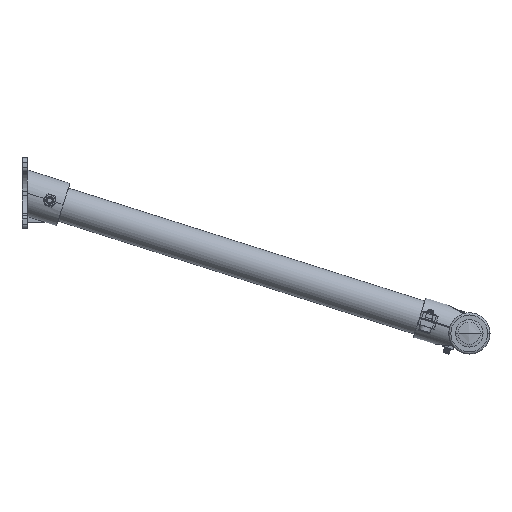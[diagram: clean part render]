
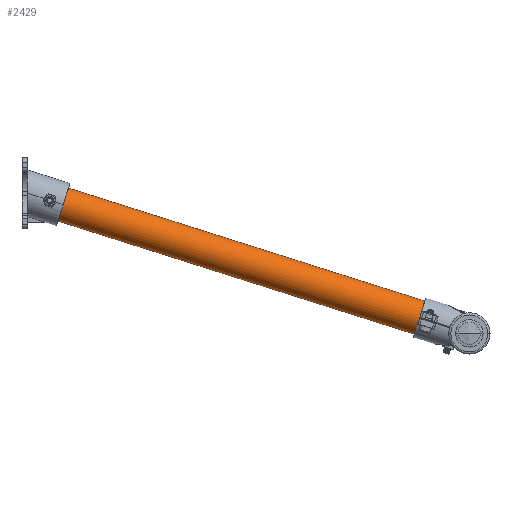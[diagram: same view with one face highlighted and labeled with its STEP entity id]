
A CAD part, left-side view. The second image highlights one B-rep face of the part: STEP entity #2429.
In plain terms, the highlighted cylindrical face has radius 8 mm (diameter 16 mm), a partial arc.
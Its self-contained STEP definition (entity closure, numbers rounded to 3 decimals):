
#2125=CARTESIAN_POINT('',(0.,0.,0.));
#2126=DIRECTION('',(0.,0.,1.));
#2127=DIRECTION('',(-1.,0.,0.));
#2128=AXIS2_PLACEMENT_3D('',#2125,#2126,#2127);
#2209=CARTESIAN_POINT('',(0.,0.,198.));
#2210=DIRECTION('',(0.,0.,1.));
#2211=DIRECTION('',(-1.,0.,0.));
#2212=AXIS2_PLACEMENT_3D('',#2209,#2210,#2211);
#2214=DIRECTION('',(0.,0.,1.));
#2215=VECTOR('',#2214,198.);
#2216=CARTESIAN_POINT('',(8.,0.,0.));
#2217=LINE('',#2216,#2215);
#2244=DIRECTION('',(0.,0.,1.));
#2245=VECTOR('',#2244,198.);
#2246=CARTESIAN_POINT('',(-8.,0.,0.));
#2247=LINE('',#2246,#2245);
#2248=CARTESIAN_POINT('',(1.55,-7.848,6.5));
#2249=CARTESIAN_POINT('',(1.55,-7.848,6.315));
#2250=CARTESIAN_POINT('',(1.488,-7.861,5.968));
#2251=CARTESIAN_POINT('',(1.216,-7.91,5.487));
#2252=CARTESIAN_POINT('',(0.793,-7.965,
5.131));
#2253=CARTESIAN_POINT('',(0.281,-8.001,
4.944));
#2254=CARTESIAN_POINT('',(-0.27,-8.002,
4.941));
#2255=CARTESIAN_POINT('',(-0.79,-7.966,
5.13));
#2256=CARTESIAN_POINT('',(-1.211,-7.911,
5.48));
#2257=CARTESIAN_POINT('',(-1.488,-7.861,
5.966));
#2258=CARTESIAN_POINT('',(-1.55,-7.848,6.314));
#2259=CARTESIAN_POINT('',(-1.55,-7.848,6.5));
#2261=CARTESIAN_POINT('',(-1.55,-7.848,6.5));
#2262=CARTESIAN_POINT('',(-1.55,-7.848,6.685));
#2263=CARTESIAN_POINT('',(-1.488,-7.861,
7.032));
#2264=CARTESIAN_POINT('',(-1.216,-7.91,
7.513));
#2265=CARTESIAN_POINT('',(-0.793,-7.965,
7.869));
#2266=CARTESIAN_POINT('',(-0.282,-8.001,
8.056));
#2267=CARTESIAN_POINT('',(0.269,-8.002,
8.059));
#2268=CARTESIAN_POINT('',(0.791,-7.966,
7.87));
#2269=CARTESIAN_POINT('',(1.211,-7.911,7.519));
#2270=CARTESIAN_POINT('',(1.488,-7.861,7.034));
#2271=CARTESIAN_POINT('',(1.55,-7.848,6.686));
#2272=CARTESIAN_POINT('',(1.55,-7.848,6.5));
#2294=CARTESIAN_POINT('',(8.,0.,0.));
#2295=CARTESIAN_POINT('',(-8.,0.,0.));
#2296=VERTEX_POINT('',#2294);
#2297=VERTEX_POINT('',#2295);
#2302=CARTESIAN_POINT('',(8.,0.,198.));
#2303=CARTESIAN_POINT('',(-8.,0.,198.));
#2304=VERTEX_POINT('',#2302);
#2305=VERTEX_POINT('',#2303);
#2308=VERTEX_POINT('',#2248);
#2309=VERTEX_POINT('',#2259);
#2412=CARTESIAN_POINT('',(0.,0.,0.));
#2413=DIRECTION('',(0.,0.,1.));
#2414=DIRECTION('',(1.,0.,0.));
#2415=AXIS2_PLACEMENT_3D('',#2412,#2413,#2414);
#2416=CYLINDRICAL_SURFACE('',#2415,8.);
#2417=ORIENTED_EDGE('',*,*,#2325,.F.);
#2418=ORIENTED_EDGE('',*,*,#2401,.T.);
#2419=ORIENTED_EDGE('',*,*,#2383,.T.);
#2420=ORIENTED_EDGE('',*,*,#2398,.F.);
#2421=EDGE_LOOP('',(#2417,#2418,#2419,#2420));
#2422=FACE_OUTER_BOUND('',#2421,.F.);
#2424=ORIENTED_EDGE('',*,*,#2423,.F.);
#2426=ORIENTED_EDGE('',*,*,#2425,.F.);
#2427=EDGE_LOOP('',(#2424,#2426));
#2428=FACE_BOUND('',#2427,.F.);
#2429=ADVANCED_FACE('',(#2422,#2428),#2416,.T.);
#2129=CIRCLE('',#2128,8.);
#2213=CIRCLE('',#2212,8.);
#2260=B_SPLINE_CURVE_WITH_KNOTS('',3,(#2248,#2249,#2250,#2251,#2252,#2253,#2254,
#2255,#2256,#2257,#2258,#2259),.UNSPECIFIED.,.F.,.F.,(4,1,1,1,1,1,1,1,1,4),
(0.,0.111,0.222,0.333,0.444,
0.556,0.667,0.778,0.889,1.),
.UNSPECIFIED.);
#2273=B_SPLINE_CURVE_WITH_KNOTS('',3,(#2261,#2262,#2263,#2264,#2265,#2266,#2267,
#2268,#2269,#2270,#2271,#2272),.UNSPECIFIED.,.F.,.F.,(4,1,1,1,1,1,1,1,1,4),
(0.,0.111,0.222,0.333,0.444,
0.556,0.667,0.778,0.889,1.),
.UNSPECIFIED.);
#2325=EDGE_CURVE('',#2297,#2296,#2129,.T.);
#2383=EDGE_CURVE('',#2305,#2304,#2213,.T.);
#2398=EDGE_CURVE('',#2296,#2304,#2217,.T.);
#2401=EDGE_CURVE('',#2297,#2305,#2247,.T.);
#2423=EDGE_CURVE('',#2308,#2309,#2260,.T.);
#2425=EDGE_CURVE('',#2309,#2308,#2273,.T.);
